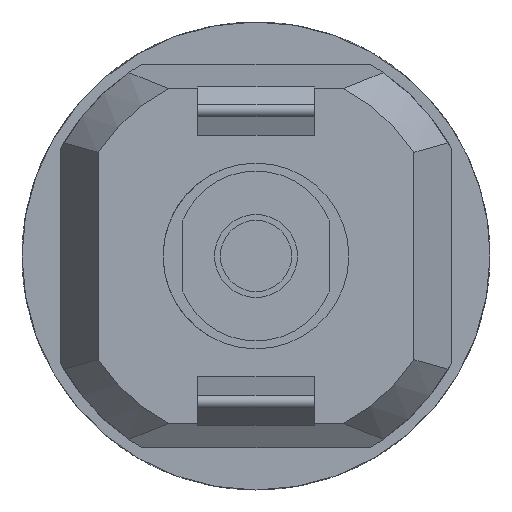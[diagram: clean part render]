
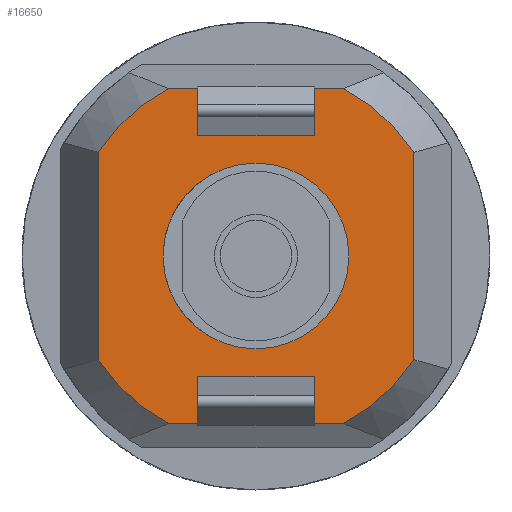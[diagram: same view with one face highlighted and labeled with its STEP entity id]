
A CAD part, front view. The second image highlights one B-rep face of the part: STEP entity #16650.
In plain terms, the highlighted face is planar.
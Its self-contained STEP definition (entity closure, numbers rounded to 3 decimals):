
#8020=CARTESIAN_POINT('',(21.75,11.98,
4.427));
#8030=VERTEX_POINT('',#8020);
#8060=CARTESIAN_POINT('',(21.75,11.98,0.));
#8070=DIRECTION('',(0.,0.,1.));
#8080=VECTOR('',#8070,1.);
#8090=LINE('',#8060,#8080);
#8100=CARTESIAN_POINT('',(21.75,11.98,
-4.427));
#8110=VERTEX_POINT('',#8100);
#8120=EDGE_CURVE('',#8110,#8030,#8090,.T.);
#10110=CARTESIAN_POINT('',(21.75,3.5,
0.));
#10120=DIRECTION('',(1.,0.,0.));
#10130=DIRECTION('',(0.,0.,-1.));
#10140=AXIS2_PLACEMENT_3D('',#10110,#10120,#10130);
#10150=CIRCLE('',#10140,9.566);
#10160=CARTESIAN_POINT('',(21.75,8.745,
-8.));
#10170=VERTEX_POINT('',#10160);
#10180=EDGE_CURVE('',#10170,#8110,#10150,.T.);
#10950=CARTESIAN_POINT('',(21.75,-4.98,
4.427));
#10960=VERTEX_POINT('',#10950);
#10990=CARTESIAN_POINT('',(21.75,3.5,
0.));
#11000=DIRECTION('',(1.,0.,0.));
#11010=DIRECTION('',(0.,0.,1.));
#11020=AXIS2_PLACEMENT_3D('',#10990,#11000,#11010);
#11030=CIRCLE('',#11020,9.566);
#11040=CARTESIAN_POINT('',(21.75,-1.745,
8.));
#11050=VERTEX_POINT('',#11040);
#11060=EDGE_CURVE('',#11050,#10960,#11030,.T.);
#13270=CARTESIAN_POINT('',(21.75,-4.98,
-4.427));
#13280=VERTEX_POINT('',#13270);
#13310=CARTESIAN_POINT('',(21.75,-4.98,0.));
#13320=DIRECTION('',(0.,0.,-1.));
#13330=VECTOR('',#13320,1.);
#13340=LINE('',#13310,#13330);
#13350=EDGE_CURVE('',#10960,#13280,#13340,.T.);
#15370=CARTESIAN_POINT('',(21.75,3.5,
0.));
#15380=DIRECTION('',(-1.,0.,0.));
#15390=DIRECTION('',(0.,-1.,0.));
#15400=AXIS2_PLACEMENT_3D('',#15370,#15380,#15390);
#15410=PLANE('',#15400);
#15420=ORIENTED_EDGE('',*,*,#11060,.F.);
#15430=ORIENTED_EDGE('',*,*,#13350,.F.);
#15440=CARTESIAN_POINT('',(21.75,3.5,
0.));
#15450=DIRECTION('',(-1.,0.,0.));
#15460=DIRECTION('',(0.,0.,-1.));
#15470=AXIS2_PLACEMENT_3D('',#15440,#15450,#15460);
#15480=CIRCLE('',#15470,9.566);
#15490=CARTESIAN_POINT('',(21.75,-1.745,
-8.));
#15500=VERTEX_POINT('',#15490);
#15510=EDGE_CURVE('',#15500,#13280,#15480,.T.);
#15520=ORIENTED_EDGE('',*,*,#15510,.T.);
#15530=CARTESIAN_POINT('',(21.75,0.,-8.));
#15540=DIRECTION('',(0.,1.,0.));
#15550=VECTOR('',#15540,1.);
#15560=LINE('',#15530,#15550);
#15570=EDGE_CURVE('',#15500,#10170,#15560,.T.);
#15580=ORIENTED_EDGE('',*,*,#15570,.F.);
#15590=ORIENTED_EDGE('',*,*,#10180,.F.);
#15600=ORIENTED_EDGE('',*,*,#8120,.F.);
#15610=CARTESIAN_POINT('',(21.75,3.5,
0.));
#15620=DIRECTION('',(-1.,0.,0.));
#15630=DIRECTION('',(0.,0.,1.));
#15640=AXIS2_PLACEMENT_3D('',#15610,#15620,#15630);
#15650=CIRCLE('',#15640,9.566);
#15660=CARTESIAN_POINT('',(21.75,8.745,
8.));
#15670=VERTEX_POINT('',#15660);
#15680=EDGE_CURVE('',#15670,#8030,#15650,.T.);
#15690=ORIENTED_EDGE('',*,*,#15680,.T.);
#15700=CARTESIAN_POINT('',(21.75,0.,8.));
#15710=DIRECTION('',(0.,1.,0.));
#15720=VECTOR('',#15710,1.);
#15730=LINE('',#15700,#15720);
#15740=EDGE_CURVE('',#11050,#15670,#15730,.T.);
#15750=ORIENTED_EDGE('',*,*,#15740,.T.);
#15760=EDGE_LOOP('',(#15750,#15690,#15600,#15590,#15580,#15520,#15430,
#15420));
#15770=FACE_OUTER_BOUND('',#15760,.T.);
#15780=CARTESIAN_POINT('',(21.75,9.611,0.));
#15790=DIRECTION('',(0.,0.,1.));
#15800=VECTOR('',#15790,1.);
#15810=LINE('',#15780,#15800);
#15820=CARTESIAN_POINT('',(21.75,9.611,
-2.95));
#15830=VERTEX_POINT('',#15820);
#15840=CARTESIAN_POINT('',(21.75,9.611,
2.95));
#15850=VERTEX_POINT('',#15840);
#15860=EDGE_CURVE('',#15830,#15850,#15810,.T.);
#15870=ORIENTED_EDGE('',*,*,#15860,.F.);
#15880=CARTESIAN_POINT('',(21.75,0.,2.95));
#15890=DIRECTION('',(0.,1.,0.));
#15900=VECTOR('',#15890,1.);
#15910=LINE('',#15880,#15900);
#15920=CARTESIAN_POINT('',(21.75,11.123,
2.95));
#15930=VERTEX_POINT('',#15920);
#15940=EDGE_CURVE('',#15850,#15930,#15910,.T.);
#15950=ORIENTED_EDGE('',*,*,#15940,.F.);
#15960=CARTESIAN_POINT('',(21.75,11.123,0.));
#15970=DIRECTION('',(0.,0.,-1.));
#15980=VECTOR('',#15970,1.);
#15990=LINE('',#15960,#15980);
#16000=CARTESIAN_POINT('',(21.75,11.123,
-2.95));
#16010=VERTEX_POINT('',#16000);
#16020=EDGE_CURVE('',#15930,#16010,#15990,.T.);
#16030=ORIENTED_EDGE('',*,*,#16020,.F.);
#16040=CARTESIAN_POINT('',(21.75,0.,-2.95));
#16050=DIRECTION('',(0.,1.,0.));
#16060=VECTOR('',#16050,1.);
#16070=LINE('',#16040,#16060);
#16080=EDGE_CURVE('',#15830,#16010,#16070,.T.);
#16090=ORIENTED_EDGE('',*,*,#16080,.T.);
#16100=EDGE_LOOP('',(#16090,#16030,#15950,#15870));
#16110=FACE_BOUND('',#16100,.T.);
#16120=CARTESIAN_POINT('',(21.75,-2.611,0.));
#16130=DIRECTION('',(0.,0.,-1.));
#16140=VECTOR('',#16130,1.);
#16150=LINE('',#16120,#16140);
#16160=CARTESIAN_POINT('',(21.75,-2.611,
2.95));
#16170=VERTEX_POINT('',#16160);
#16180=CARTESIAN_POINT('',(21.75,-2.611,
-2.95));
#16190=VERTEX_POINT('',#16180);
#16200=EDGE_CURVE('',#16170,#16190,#16150,.T.);
#16210=ORIENTED_EDGE('',*,*,#16200,.F.);
#16220=CARTESIAN_POINT('',(21.75,0.,-2.95));
#16230=DIRECTION('',(0.,-1.,0.));
#16240=VECTOR('',#16230,1.);
#16250=LINE('',#16220,#16240);
#16260=CARTESIAN_POINT('',(21.75,-4.116,
-2.95));
#16270=VERTEX_POINT('',#16260);
#16280=EDGE_CURVE('',#16190,#16270,#16250,.T.);
#16290=ORIENTED_EDGE('',*,*,#16280,.F.);
#16300=CARTESIAN_POINT('',(21.75,-4.116,0.));
#16310=DIRECTION('',(0.,0.,1.));
#16320=VECTOR('',#16310,1.);
#16330=LINE('',#16300,#16320);
#16340=CARTESIAN_POINT('',(21.75,-4.116,
2.95));
#16350=VERTEX_POINT('',#16340);
#16360=EDGE_CURVE('',#16270,#16350,#16330,.T.);
#16370=ORIENTED_EDGE('',*,*,#16360,.F.);
#16380=CARTESIAN_POINT('',(21.75,0.,2.95));
#16390=DIRECTION('',(0.,1.,0.));
#16400=VECTOR('',#16390,1.);
#16410=LINE('',#16380,#16400);
#16420=EDGE_CURVE('',#16350,#16170,#16410,.T.);
#16430=ORIENTED_EDGE('',*,*,#16420,.F.);
#16440=EDGE_LOOP('',(#16430,#16370,#16290,#16210));
#16450=FACE_BOUND('',#16440,.T.);
#16460=CARTESIAN_POINT('',(21.75,3.5,
0.));
#16470=DIRECTION('',(1.,0.,0.));
#16480=DIRECTION('',(0.,1.,0.));
#16490=AXIS2_PLACEMENT_3D('',#16460,#16470,#16480);
#16500=CIRCLE('',#16490,4.7);
#16510=CARTESIAN_POINT('',(21.75,-1.2,
0.));
#16520=VERTEX_POINT('',#16510);
#16530=CARTESIAN_POINT('',(21.75,8.2,
0.));
#16540=VERTEX_POINT('',#16530);
#16550=EDGE_CURVE('',#16520,#16540,#16500,.T.);
#16560=ORIENTED_EDGE('',*,*,#16550,.T.);
#16570=CARTESIAN_POINT('',(21.75,6.633,
3.503));
#16580=VERTEX_POINT('',#16570);
#16590=EDGE_CURVE('',#16580,#16520,#16500,.T.);
#16600=ORIENTED_EDGE('',*,*,#16590,.T.);
#16610=EDGE_CURVE('',#16540,#16580,#16500,.T.);
#16620=ORIENTED_EDGE('',*,*,#16610,.T.);
#16630=EDGE_LOOP('',(#16620,#16600,#16560));
#16640=FACE_BOUND('',#16630,.T.);
#16650=ADVANCED_FACE('',(#15770,#16110,#16450,#16640),#15410,.T.);
